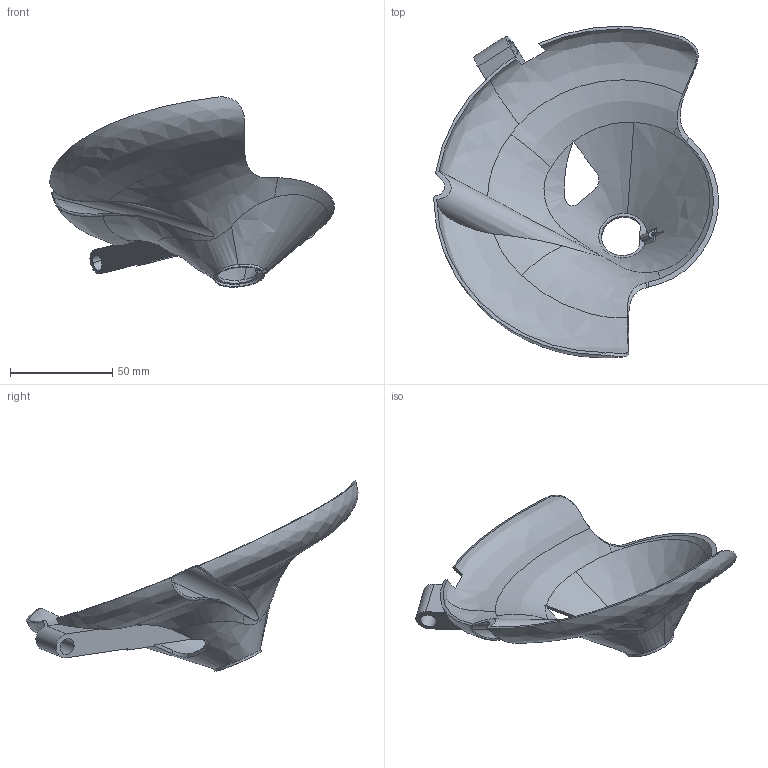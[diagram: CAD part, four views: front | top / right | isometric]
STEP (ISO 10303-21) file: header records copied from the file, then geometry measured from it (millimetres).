
FILE_DESCRIPTION (( 'STEP AP203' ), '1' );
FILE_NAME ('0160-200-50.STEP', '2021-09-13T20:17:13', ( '' ), ( '' ), 'SwSTEP 2.0', 'SolidWorks 2020', '' );
FILE_SCHEMA (( 'CONFIG_CONTROL_DESIGN' ));
Length unit declared in the file: millimetre
Products named in the file (1): 0160-200-50
Bounding box: 139.18 x 162.25 x 93.02 mm (x, y, z)
Volume: 41349.8 mm3; surface area: 46811.9 mm2
Topology: 1 solids, 1 shells, 93 faces, 287 edges, 192 vertices
Faces by surface type: cylinder 34, bspline 32, plane 27
Entity records: 14059 total; most frequent: CARTESIAN_POINT 11802, ORIENTED_EDGE 574, DIRECTION 305, EDGE_CURVE 287, VERTEX_POINT 192, B_SPLINE_CURVE_WITH_KNOTS 146, AXIS2_PLACEMENT_3D 118, EDGE_LOOP 97
